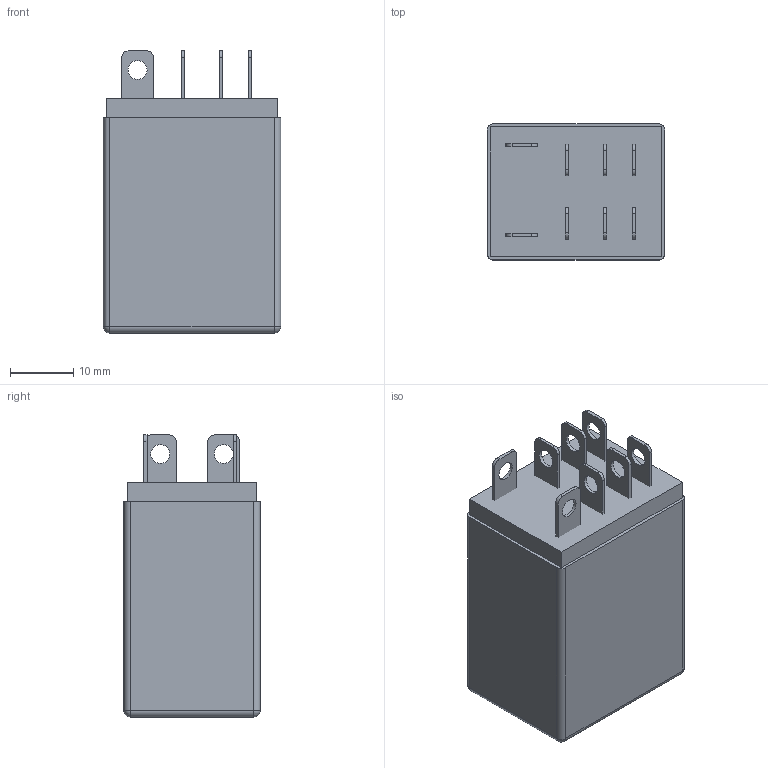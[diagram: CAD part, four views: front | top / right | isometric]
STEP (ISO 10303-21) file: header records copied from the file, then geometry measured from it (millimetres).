
FILE_DESCRIPTION(('FreeCAD Model'),'2;1');
FILE_NAME('Open CASCADE Shape Model','2024-06-27T21:37:59',(''),(''), 'Open CASCADE STEP processor 7.6','FreeCAD','Unknown');
FILE_SCHEMA(('AUTOMOTIVE_DESIGN { 1 0 10303 214 1 1 1 1 }'));
Length unit declared in the file: millimetre
Products named in the file (7): RelayLY2; Bobina; Actuador; Pins; Base; Fillet007; Extrude
Assembly tree (6 placements, depth 2):
  RelayLY2
    Bobina
    Actuador
    Pins
    Base
    Fillet007
    Extrude
Bounding box: 28 x 21.5 x 44.5 mm (x, y, z)
Volume: 8765.1 mm3; surface area: 13729.1 mm2
Topology: 12 solids, 12 shells, 330 faces, 818 edges, 533 vertices
Faces by surface type: plane 210, extrusion 63, cylinder 48, torus 5, sphere 4
Full cylindrical faces by diameter (mm): 2.394 x2, 2.584 x2, 3 x8, 8 x1, 13 x1
Entity records: 10075 total; most frequent: CARTESIAN_POINT 2062, ORIENTED_EDGE 1628, DIRECTION 1401, EDGE_CURVE 814, VECTOR 649, LINE 586, VERTEX_POINT 533, FACE_BOUND 377
